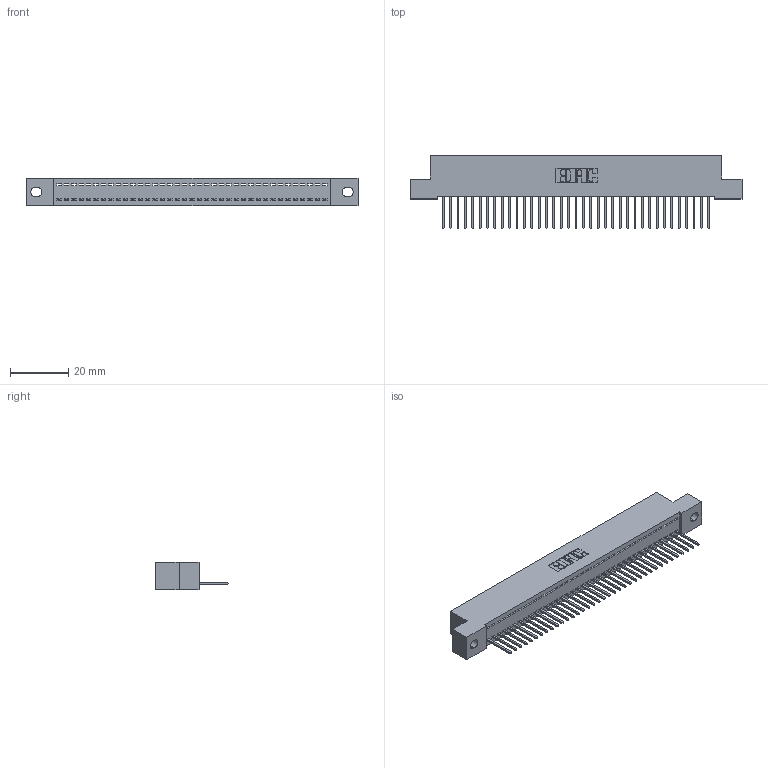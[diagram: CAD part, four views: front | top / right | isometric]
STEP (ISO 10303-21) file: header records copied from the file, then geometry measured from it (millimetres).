
FILE_DESCRIPTION (( 'STEP AP203' ), '1' );
FILE_NAME ('392-037-523-102.STEP', '2019-10-07T17:53:51', ( '' ), ( '' ), 'SwSTEP 2.0', 'SolidWorks 2016', '' );
FILE_SCHEMA (( 'CONFIG_CONTROL_DESIGN' ));
Length unit declared in the file: inch
Products named in the file (3): 342 Part_.128 Slot; 345-292-001_345-293-123; 392-037-523-102
Assembly tree (38 placements, depth 2):
  392-037-523-102
    342 Part_.128 Slot
    345-292-001_345-293-123  x37
Bounding box: 114.3 x 25.15 x 9.4 mm (x, y, z)
Volume: 9936.9 mm3; surface area: 14293.5 mm2
Topology: 38 solids, 38 shells, 2260 faces, 6823 edges, 4498 vertices
Faces by surface type: plane 1624, cylinder 636
Entity records: 23287 total; most frequent: CARTESIAN_POINT 4025, ORIENTED_EDGE 3998, DIRECTION 3405, EDGE_CURVE 1999, LINE 1871, VECTOR 1871, VERTEX_POINT 1330, AXIS2_PLACEMENT_3D 767
